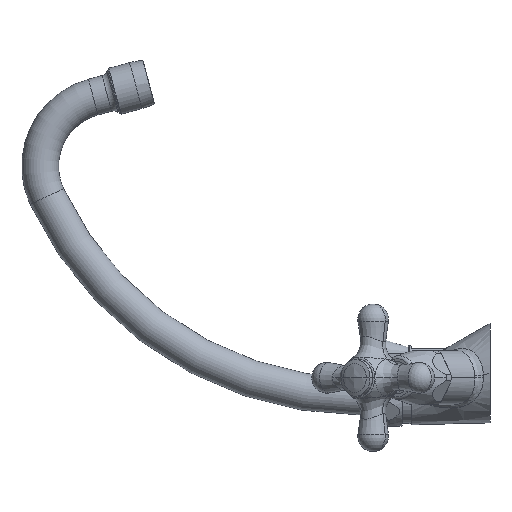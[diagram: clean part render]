
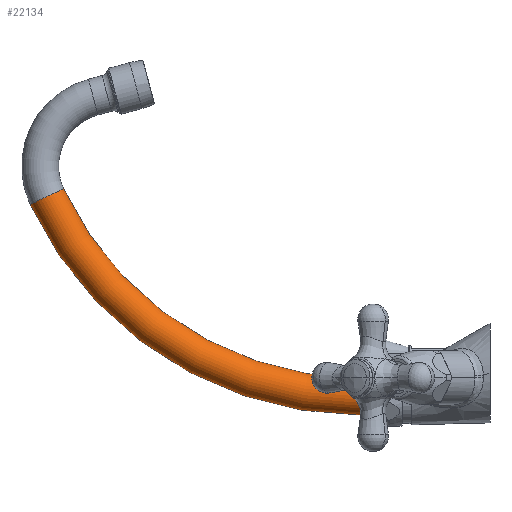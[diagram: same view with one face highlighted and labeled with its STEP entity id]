
A CAD part, left-side view. The second image highlights one B-rep face of the part: STEP entity #22134.
In plain terms, the highlighted toroidal (fillet/blend) face has major radius 168.937 mm and minor radius 9 mm.
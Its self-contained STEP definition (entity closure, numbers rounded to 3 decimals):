
#197=CARTESIAN_POINT('',(0.,63.1,157.537));
#198=DIRECTION('',(1.,0.,0.));
#199=DIRECTION('',(0.,0.,-1.));
#200=AXIS2_PLACEMENT_3D('',#197,#198,#199);
#8022=CARTESIAN_POINT('',(0.,63.1,-11.4));
#8023=DIRECTION('',(0.,1.,0.));
#8024=DIRECTION('',(0.,0.,-1.));
#8025=AXIS2_PLACEMENT_3D('',#8022,#8023,#8024);
#8027=CARTESIAN_POINT('',(0.,63.1,157.537));
#8028=DIRECTION('',(1.,0.,0.));
#8029=DIRECTION('',(0.,0.,-1.));
#8030=AXIS2_PLACEMENT_3D('',#8027,#8028,#8029);
#8032=CARTESIAN_POINT('',(0.,216.229,86.184));
#8033=DIRECTION('',(0.,0.422,0.906));
#8034=DIRECTION('',(0.,0.906,-0.422));
#8035=AXIS2_PLACEMENT_3D('',#8032,#8033,#8034);
#8744=CARTESIAN_POINT('',(0.,63.1,-2.4));
#8745=CARTESIAN_POINT('',(0.,63.1,-20.4));
#8746=VERTEX_POINT('',#8744);
#8747=VERTEX_POINT('',#8745);
#8748=CARTESIAN_POINT('',(0.,208.071,89.986));
#8749=CARTESIAN_POINT('',(0.,224.387,82.383));
#8750=VERTEX_POINT('',#8748);
#8751=VERTEX_POINT('',#8749);
#22122=CARTESIAN_POINT('',(0.,63.1,157.537));
#22123=DIRECTION('',(1.,0.,0.));
#22124=DIRECTION('',(0.,0.,1.));
#22125=AXIS2_PLACEMENT_3D('',#22122,#22123,#22124);
#22126=TOROIDAL_SURFACE('',#22125,168.937,9.);
#22127=ORIENTED_EDGE('',*,*,#22109,.F.);
#22128=ORIENTED_EDGE('',*,*,#9552,.T.);
#22130=ORIENTED_EDGE('',*,*,#22129,.T.);
#22131=ORIENTED_EDGE('',*,*,#9549,.F.);
#22132=EDGE_LOOP('',(#22127,#22128,#22130,#22131));
#22133=FACE_OUTER_BOUND('',#22132,.F.);
#22134=ADVANCED_FACE('',(#22133),#22126,.T.);
#201=CIRCLE('',#200,159.937);
#8026=CIRCLE('',#8025,9.);
#8031=CIRCLE('',#8030,177.937);
#8036=CIRCLE('',#8035,9.);
#9549=EDGE_CURVE('',#8746,#8750,#201,.T.);
#9552=EDGE_CURVE('',#8747,#8751,#8031,.T.);
#22109=EDGE_CURVE('',#8747,#8746,#8026,.T.);
#22129=EDGE_CURVE('',#8751,#8750,#8036,.T.);
